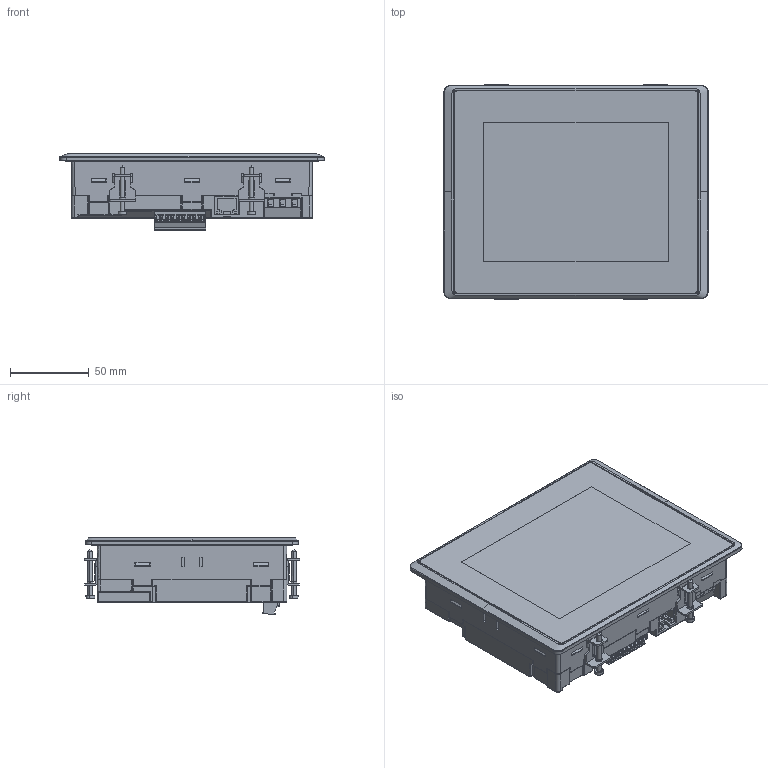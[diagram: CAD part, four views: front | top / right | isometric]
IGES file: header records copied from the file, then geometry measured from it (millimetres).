
Start section: SolidWorks IGES file using analytic representation for surfaces
Global section: file name: 4HOUTSIDE-HG2G-5T△22TF-□.IGS; native system: SolidWorks 2014; preprocessor: SolidWorks 2014; author: 1002606; date: 150925.104458; units: millimetre
Bounding box: 167.2 x 136.23 x 48.6 mm (x, y, z)
Surface area: 85770 mm2 (no closed solid volume)
Topology: 0 solids, 0 shells, 1764 faces, 15065 edges, 15015 vertices
Faces by surface type: bspline 1213, revolution 551
